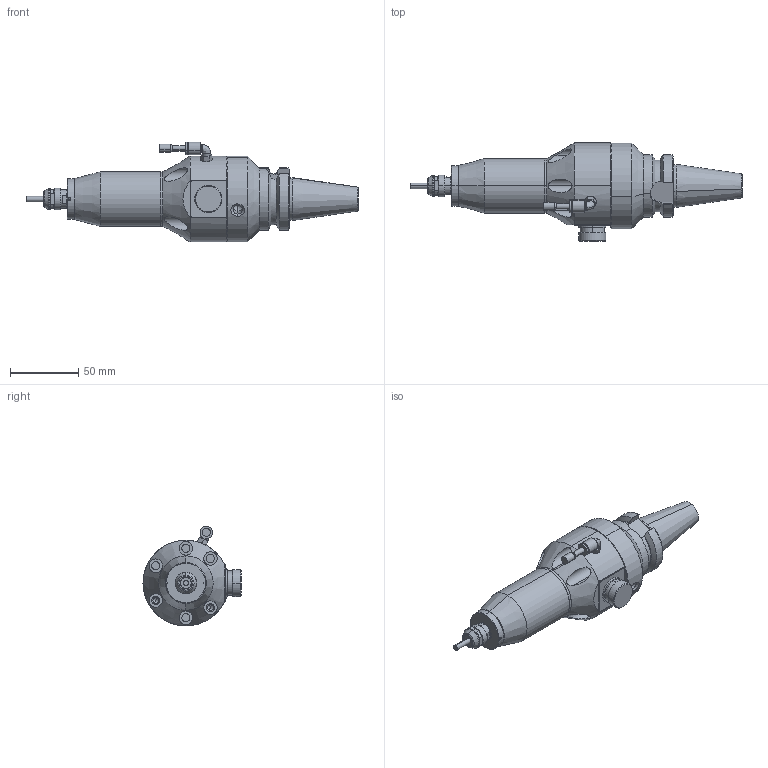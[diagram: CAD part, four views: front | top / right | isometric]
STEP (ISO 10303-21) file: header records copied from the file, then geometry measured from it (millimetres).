
FILE_DESCRIPTION (( 'STEP AP203' ), '1' );
FILE_NAME ('HES510-BT30(外慣用データ).STEP', '2021-03-24T01:32:16', ( '' ), ( '' ), 'SwSTEP 2.0', 'SolidWorks 2017', '' );
FILE_SCHEMA (( 'CONFIG_CONTROL_DESIGN' ));
Length unit declared in the file: millimetre
Products named in the file (1): HES510-BT30(外慣用データ)
Bounding box: 243.87 x 72 x 73.37 mm (x, y, z)
Volume: 226471.9 mm3; surface area: 75421.6 mm2
Topology: 12 solids, 12 shells, 539 faces, 1242 edges, 744 vertices
Faces by surface type: cylinder 201, cone 160, plane 135, bspline 31, torus 12
Entity records: 19290 total; most frequent: CARTESIAN_POINT 7225, DIRECTION 2556, ORIENTED_EDGE 2412, EDGE_CURVE 1206, AXIS2_PLACEMENT_3D 1034, VERTEX_POINT 744, EDGE_LOOP 620, FACE_OUTER_BOUND 539
